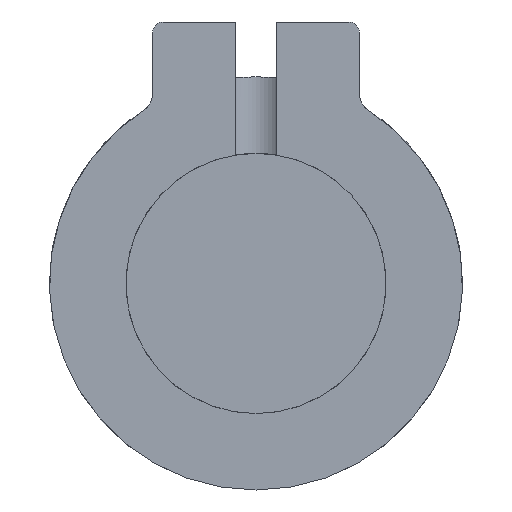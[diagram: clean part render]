
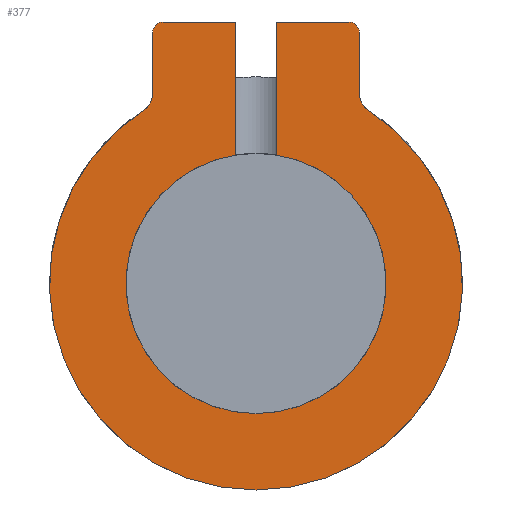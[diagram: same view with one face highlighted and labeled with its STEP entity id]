
A CAD part, front view. The second image highlights one B-rep face of the part: STEP entity #377.
In plain terms, the highlighted planar face has unit normal (0, -1, 0).
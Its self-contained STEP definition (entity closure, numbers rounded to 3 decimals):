
#24 = DIRECTION ( 'NONE',  ( 0., 1., 0. ) ) ;
#39 = CARTESIAN_POINT ( 'NONE',  ( 0., 0., 0. ) ) ;
#42 = EDGE_CURVE ( 'NONE', #1968, #1569, #2472, .T. ) ;
#45 = CARTESIAN_POINT ( 'NONE',  ( 12., 0., 18.439 ) ) ;
#56 = CARTESIAN_POINT ( 'NONE',  ( -2., 0., 12.44 ) ) ;
#57 = EDGE_LOOP ( 'NONE', ( #1378, #1581, #648, #769, #1354, #1318, #510, #112, #372, #1990, #583, #635, #2030, #707 ) ) ;
#105 = CARTESIAN_POINT ( 'NONE',  ( -10., 0., 18.439 ) ) ;
#112 = ORIENTED_EDGE ( 'NONE', *, *, #1583, .T. ) ;
#129 = DIRECTION ( 'NONE',  ( 0., 0., 1. ) ) ;
#193 = EDGE_CURVE ( 'NONE', #2119, #2520, #1325, .T. ) ;
#197 = CIRCLE ( 'NONE', #2175, 12.6 ) ;
#225 = VERTEX_POINT ( 'NONE', #56 ) ;
#233 = DIRECTION ( 'NONE',  ( 0., 1., 0. ) ) ;
#237 = DIRECTION ( 'NONE',  ( 0., 0., 1. ) ) ;
#372 = ORIENTED_EDGE ( 'NONE', *, *, #603, .T. ) ;
#377 = ADVANCED_FACE ( 'NONE', ( #676 ), #1958, .F. ) ;
#389 = CARTESIAN_POINT ( 'NONE',  ( -10.909, 0., 16.763 ) ) ;
#416 = LINE ( 'NONE', #1298, #2159 ) ;
#433 = DIRECTION ( 'NONE',  ( 0., 0., 1. ) ) ;
#438 = VERTEX_POINT ( 'NONE', #2582 ) ;
#451 = CARTESIAN_POINT ( 'NONE',  ( 2., 0., 10.321 ) ) ;
#510 = ORIENTED_EDGE ( 'NONE', *, *, #193, .T. ) ;
#544 = DIRECTION ( 'NONE',  ( 0., 0., 1. ) ) ;
#564 = DIRECTION ( 'NONE',  ( -1., 0., 0. ) ) ;
#583 = ORIENTED_EDGE ( 'NONE', *, *, #42, .F. ) ;
#584 = LINE ( 'NONE', #2350, #2497 ) ;
#601 = CARTESIAN_POINT ( 'NONE',  ( 2., 0., 12.44 ) ) ;
#603 = EDGE_CURVE ( 'NONE', #438, #1071, #1681, .T. ) ;
#622 = DIRECTION ( 'NONE',  ( 0., 0., -1. ) ) ;
#632 = DIRECTION ( 'NONE',  ( -1., 0., 0. ) ) ;
#635 = ORIENTED_EDGE ( 'NONE', *, *, #1603, .F. ) ;
#648 = ORIENTED_EDGE ( 'NONE', *, *, #1633, .T. ) ;
#676 = FACE_OUTER_BOUND ( 'NONE', #57, .T. ) ;
#707 = ORIENTED_EDGE ( 'NONE', *, *, #744, .F. ) ;
#711 = CARTESIAN_POINT ( 'NONE',  ( 0., 0., 0. ) ) ;
#732 = VERTEX_POINT ( 'NONE', #1853 ) ;
#744 = EDGE_CURVE ( 'NONE', #2018, #225, #2359, .T. ) ;
#753 = DIRECTION ( 'NONE',  ( 0., -1., 0. ) ) ;
#769 = ORIENTED_EDGE ( 'NONE', *, *, #1239, .T. ) ;
#839 = AXIS2_PLACEMENT_3D ( 'NONE', #45, #1488, #1042 ) ;
#881 = CIRCLE ( 'NONE', #2428, 2. ) ;
#906 = AXIS2_PLACEMENT_3D ( 'NONE', #2010, #958, #129 ) ;
#921 = CARTESIAN_POINT ( 'NONE',  ( 10.909, 0., 16.763 ) ) ;
#935 = CIRCLE ( 'NONE', #1097, 12.6 ) ;
#949 = CARTESIAN_POINT ( 'NONE',  ( -10., 0., 25.321 ) ) ;
#958 = DIRECTION ( 'NONE',  ( 0., -1., 0. ) ) ;
#1003 = CARTESIAN_POINT ( 'NONE',  ( 9., 0., 25.321 ) ) ;
#1010 = DIRECTION ( 'NONE',  ( 0., 0., -1. ) ) ;
#1020 = CARTESIAN_POINT ( 'NONE',  ( 0., 0., 0. ) ) ;
#1025 = VERTEX_POINT ( 'NONE', #389 ) ;
#1042 = DIRECTION ( 'NONE',  ( 0., 0., 1. ) ) ;
#1071 = VERTEX_POINT ( 'NONE', #1003 ) ;
#1074 = EDGE_CURVE ( 'NONE', #225, #2331, #197, .T. ) ;
#1097 = AXIS2_PLACEMENT_3D ( 'NONE', #711, #2547, #2139 ) ;
#1131 = AXIS2_PLACEMENT_3D ( 'NONE', #2417, #753, #1194 ) ;
#1162 = VECTOR ( 'NONE', #564, 1000. ) ;
#1194 = DIRECTION ( 'NONE',  ( 0., 0., 1. ) ) ;
#1239 = EDGE_CURVE ( 'NONE', #2113, #1025, #881, .T. ) ;
#1253 = LINE ( 'NONE', #1444, #1319 ) ;
#1276 = AXIS2_PLACEMENT_3D ( 'NONE', #1020, #1833, #2039 ) ;
#1298 = CARTESIAN_POINT ( 'NONE',  ( 10., 0., 25.321 ) ) ;
#1315 = CIRCLE ( 'NONE', #2065, 20. ) ;
#1318 = ORIENTED_EDGE ( 'NONE', *, *, #2486, .F. ) ;
#1319 = VECTOR ( 'NONE', #632, 1000. ) ;
#1325 = CIRCLE ( 'NONE', #839, 2. ) ;
#1354 = ORIENTED_EDGE ( 'NONE', *, *, #2047, .F. ) ;
#1372 = DIRECTION ( 'NONE',  ( 0., 1., 0. ) ) ;
#1378 = ORIENTED_EDGE ( 'NONE', *, *, #1983, .T. ) ;
#1423 = VECTOR ( 'NONE', #1468, 1000. ) ;
#1444 = CARTESIAN_POINT ( 'NONE',  ( -10., 0., 25.321 ) ) ;
#1465 = CARTESIAN_POINT ( 'NONE',  ( 2., 0., 25.321 ) ) ;
#1468 = DIRECTION ( 'NONE',  ( 0., 0., 1. ) ) ;
#1488 = DIRECTION ( 'NONE',  ( 0., 1., 0. ) ) ;
#1569 = VERTEX_POINT ( 'NONE', #1465 ) ;
#1581 = ORIENTED_EDGE ( 'NONE', *, *, #2267, .T. ) ;
#1583 = EDGE_CURVE ( 'NONE', #2520, #438, #416, .T. ) ;
#1603 = EDGE_CURVE ( 'NONE', #2331, #1968, #935, .T. ) ;
#1633 = EDGE_CURVE ( 'NONE', #1871, #2113, #584, .T. ) ;
#1644 = CARTESIAN_POINT ( 'NONE',  ( -2., 0., 10.321 ) ) ;
#1676 = CARTESIAN_POINT ( 'NONE',  ( 10., 0., 18.439 ) ) ;
#1681 = CIRCLE ( 'NONE', #1131, 1. ) ;
#1746 = VERTEX_POINT ( 'NONE', #1784 ) ;
#1757 = EDGE_CURVE ( 'NONE', #1071, #1569, #2465, .T. ) ;
#1784 = CARTESIAN_POINT ( 'NONE',  ( 0., 0., -20. ) ) ;
#1833 = DIRECTION ( 'NONE',  ( 0., 1., 0. ) ) ;
#1853 = CARTESIAN_POINT ( 'NONE',  ( -9., 0., 25.321 ) ) ;
#1871 = VERTEX_POINT ( 'NONE', #2573 ) ;
#1944 = DIRECTION ( 'NONE',  ( 0., 0., -1. ) ) ;
#1950 = VECTOR ( 'NONE', #622, 1000. ) ;
#1958 = PLANE ( 'NONE',  #2378 ) ;
#1968 = VERTEX_POINT ( 'NONE', #601 ) ;
#1983 = EDGE_CURVE ( 'NONE', #2018, #732, #1253, .T. ) ;
#1990 = ORIENTED_EDGE ( 'NONE', *, *, #1757, .T. ) ;
#2010 = CARTESIAN_POINT ( 'NONE',  ( -9., 0., 24.321 ) ) ;
#2018 = VERTEX_POINT ( 'NONE', #2071 ) ;
#2030 = ORIENTED_EDGE ( 'NONE', *, *, #1074, .F. ) ;
#2039 = DIRECTION ( 'NONE',  ( 0., 0., 1. ) ) ;
#2047 = EDGE_CURVE ( 'NONE', #1746, #1025, #2185, .T. ) ;
#2055 = DIRECTION ( 'NONE',  ( 0., 0., 1. ) ) ;
#2065 = AXIS2_PLACEMENT_3D ( 'NONE', #39, #233, #433 ) ;
#2071 = CARTESIAN_POINT ( 'NONE',  ( -2., 0., 25.321 ) ) ;
#2113 = VERTEX_POINT ( 'NONE', #105 ) ;
#2119 = VERTEX_POINT ( 'NONE', #921 ) ;
#2139 = DIRECTION ( 'NONE',  ( 0., 0., -1. ) ) ;
#2159 = VECTOR ( 'NONE', #237, 1000. ) ;
#2175 = AXIS2_PLACEMENT_3D ( 'NONE', #2227, #2613, #1010 ) ;
#2185 = CIRCLE ( 'NONE', #1276, 20. ) ;
#2186 = CARTESIAN_POINT ( 'NONE',  ( 0., 0., 0. ) ) ;
#2227 = CARTESIAN_POINT ( 'NONE',  ( 0., 0., 0. ) ) ;
#2236 = CARTESIAN_POINT ( 'NONE',  ( 0., 0., -12.6 ) ) ;
#2259 = CARTESIAN_POINT ( 'NONE',  ( -12., 0., 18.439 ) ) ;
#2267 = EDGE_CURVE ( 'NONE', #732, #1871, #2436, .T. ) ;
#2331 = VERTEX_POINT ( 'NONE', #2236 ) ;
#2350 = CARTESIAN_POINT ( 'NONE',  ( -10., 0., 25.321 ) ) ;
#2359 = LINE ( 'NONE', #1644, #1950 ) ;
#2378 = AXIS2_PLACEMENT_3D ( 'NONE', #2186, #1372, #544 ) ;
#2417 = CARTESIAN_POINT ( 'NONE',  ( 9., 0., 24.321 ) ) ;
#2428 = AXIS2_PLACEMENT_3D ( 'NONE', #2259, #24, #2055 ) ;
#2436 = CIRCLE ( 'NONE', #906, 1. ) ;
#2465 = LINE ( 'NONE', #949, #1162 ) ;
#2472 = LINE ( 'NONE', #451, #1423 ) ;
#2486 = EDGE_CURVE ( 'NONE', #2119, #1746, #1315, .T. ) ;
#2497 = VECTOR ( 'NONE', #1944, 1000. ) ;
#2520 = VERTEX_POINT ( 'NONE', #1676 ) ;
#2547 = DIRECTION ( 'NONE',  ( 0., -1., 0. ) ) ;
#2573 = CARTESIAN_POINT ( 'NONE',  ( -10., 0., 24.321 ) ) ;
#2582 = CARTESIAN_POINT ( 'NONE',  ( 10., 0., 24.321 ) ) ;
#2613 = DIRECTION ( 'NONE',  ( 0., -1., 0. ) ) ;
